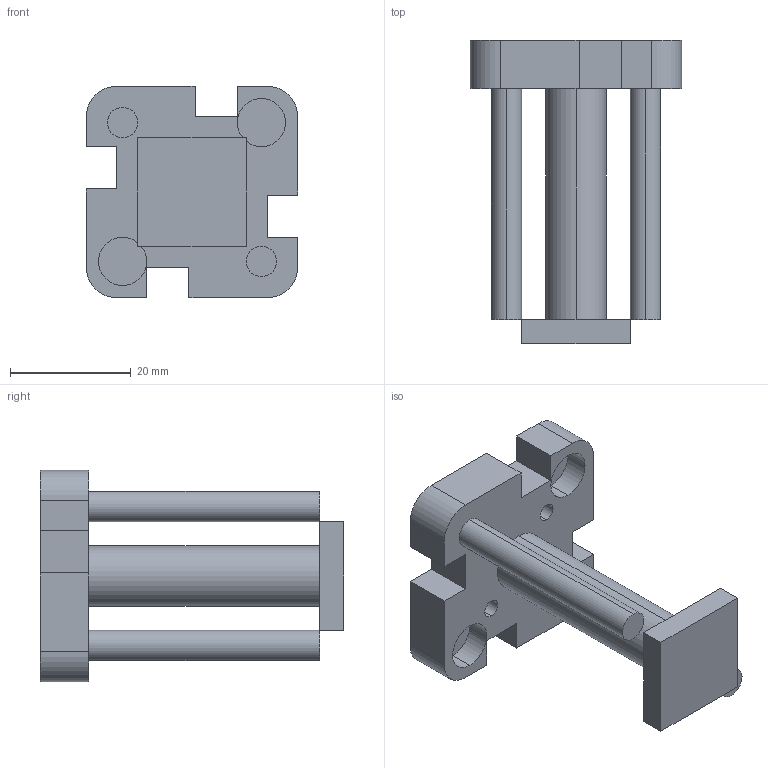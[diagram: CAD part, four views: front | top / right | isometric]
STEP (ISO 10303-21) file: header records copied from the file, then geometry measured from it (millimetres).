
FILE_DESCRIPTION (( 'STEP AP203' ), '1' );
FILE_NAME ('Cylinder Rod 50mm_Default_sldprt.STEP', '2023-10-19T05:34:30', ( '' ), ( '' ), 'SwSTEP 2.0', 'SolidWorks 2023', '' );
FILE_SCHEMA (( 'CONFIG_CONTROL_DESIGN' ));
Length unit declared in the file: millimetre
Products named in the file (1): Cylinder Rod 50mm_Default_sldprt
Bounding box: 35 x 50.25 x 35 mm (x, y, z)
Volume: 13682.2 mm3; surface area: 7126.8 mm2
Topology: 1 solids, 1 shells, 54 faces, 138 edges, 92 vertices
Faces by surface type: plane 32, cylinder 22
Entity records: 1739 total; most frequent: DIRECTION 292, CARTESIAN_POINT 285, ORIENTED_EDGE 276, EDGE_CURVE 138, AXIS2_PLACEMENT_3D 99, LINE 94, VECTOR 94, VERTEX_POINT 92
